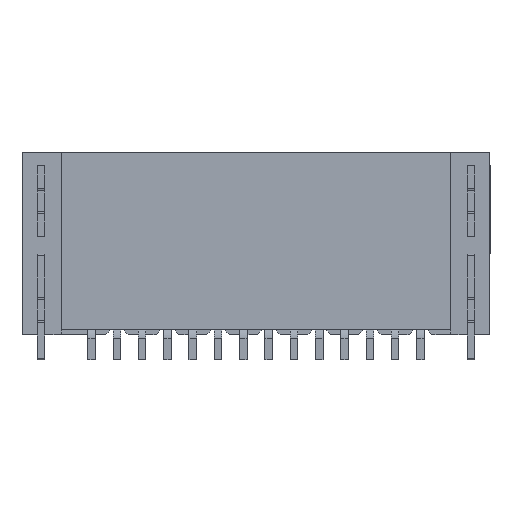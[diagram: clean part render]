
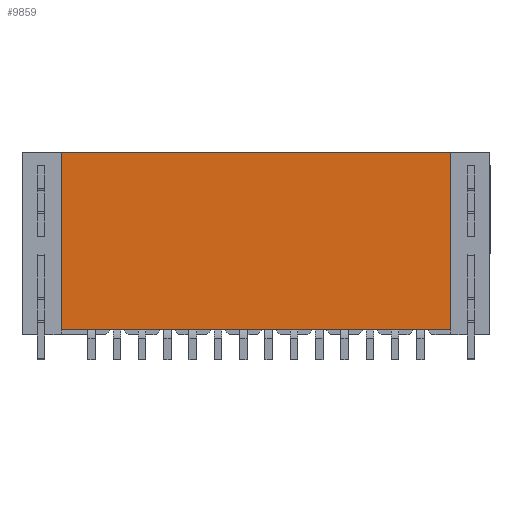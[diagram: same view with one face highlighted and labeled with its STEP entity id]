
A CAD part, front view. The second image highlights one B-rep face of the part: STEP entity #9859.
In plain terms, the highlighted planar face has unit normal (0, -1, 0).
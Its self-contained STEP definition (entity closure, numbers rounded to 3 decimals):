
#117 = EDGE_CURVE ( 'NONE', #7799, #2787, #6988, .T. ) ;
#558 = EDGE_CURVE ( 'NONE', #7467, #2114, #2333, .T. ) ;
#620 = ORIENTED_EDGE ( 'NONE', *, *, #5972, .F. ) ;
#1584 = PLANE ( 'NONE',  #7604 ) ;
#2114 = VERTEX_POINT ( 'NONE', #11019 ) ;
#2195 = LINE ( 'NONE', #4841, #2482 ) ;
#2333 = LINE ( 'NONE', #3177, #11128 ) ;
#2482 = VECTOR ( 'NONE', #7638, 1000. ) ;
#2559 = CARTESIAN_POINT ( 'NONE',  ( -7.7, 0., -3.16 ) ) ;
#2787 = VERTEX_POINT ( 'NONE', #9578 ) ;
#2923 = LINE ( 'NONE', #9437, #6335 ) ;
#3177 = CARTESIAN_POINT ( 'NONE',  ( 7.7, 0., -3.35 ) ) ;
#3427 = CARTESIAN_POINT ( 'NONE',  ( -7.7, 0., -3.35 ) ) ;
#3490 = EDGE_LOOP ( 'NONE', ( #5278, #11091, #620, #5348 ) ) ;
#3765 = CARTESIAN_POINT ( 'NONE',  ( 7.7, 0., 3.85 ) ) ;
#4350 = EDGE_CURVE ( 'NONE', #7467, #2787, #2923, .T. ) ;
#4841 = CARTESIAN_POINT ( 'NONE',  ( 7.7, 0., -3.16 ) ) ;
#5237 = DIRECTION ( 'NONE',  ( 0., 1., 0. ) ) ;
#5278 = ORIENTED_EDGE ( 'NONE', *, *, #4350, .T. ) ;
#5348 = ORIENTED_EDGE ( 'NONE', *, *, #558, .F. ) ;
#5972 = EDGE_CURVE ( 'NONE', #2114, #7799, #2195, .T. ) ;
#6335 = VECTOR ( 'NONE', #9473, 1000. ) ;
#6715 = DIRECTION ( 'NONE',  ( 0., 0., -1. ) ) ;
#6988 = LINE ( 'NONE', #3427, #11004 ) ;
#7467 = VERTEX_POINT ( 'NONE', #3765 ) ;
#7604 = AXIS2_PLACEMENT_3D ( 'NONE', #7641, #5237, #9630 ) ;
#7638 = DIRECTION ( 'NONE',  ( -1., 0., 0. ) ) ;
#7641 = CARTESIAN_POINT ( 'NONE',  ( -9.25, 0., 3.35 ) ) ;
#7759 = DIRECTION ( 'NONE',  ( 0., 0., 1. ) ) ;
#7799 = VERTEX_POINT ( 'NONE', #2559 ) ;
#7801 = FACE_OUTER_BOUND ( 'NONE', #3490, .T. ) ;
#9437 = CARTESIAN_POINT ( 'NONE',  ( 9.25, 0., 3.85 ) ) ;
#9473 = DIRECTION ( 'NONE',  ( -1., 0., 0. ) ) ;
#9578 = CARTESIAN_POINT ( 'NONE',  ( -7.7, 0., 3.85 ) ) ;
#9630 = DIRECTION ( 'NONE',  ( 0., 0., 1. ) ) ;
#9859 = ADVANCED_FACE ( 'NONE', ( #7801 ), #1584, .F. ) ;
#11004 = VECTOR ( 'NONE', #7759, 1000. ) ;
#11019 = CARTESIAN_POINT ( 'NONE',  ( 7.7, 0., -3.16 ) ) ;
#11091 = ORIENTED_EDGE ( 'NONE', *, *, #117, .F. ) ;
#11128 = VECTOR ( 'NONE', #6715, 1000. ) ;
